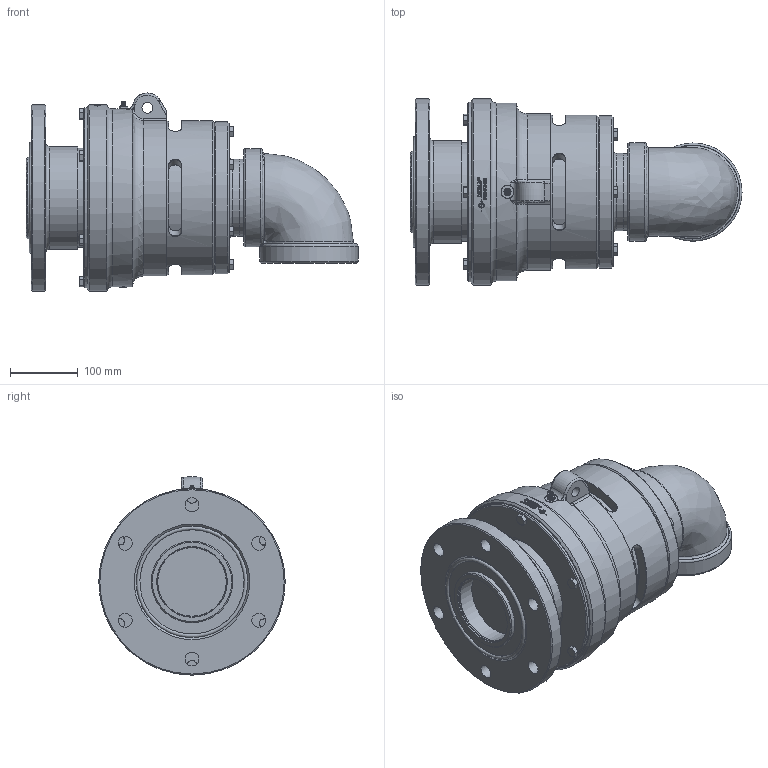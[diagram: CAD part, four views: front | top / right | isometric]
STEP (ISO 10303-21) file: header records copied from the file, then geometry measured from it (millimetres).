
FILE_DESCRIPTION(/* description */ (''),/* implementation_level */ '2;1');
FILE_NAME(/* name */ '6400-042-330-IC.stp',/* time_stamp */ '2020-05-20T15:30:54-05:00',/* author */ ('dyurkovich'),/* organization */ (''),/* preprocessor_version */ 'ST-DEVELOPER v18',/* originating_system */ 'Autodesk Inventor 2020',/* authorisation */ '');
FILE_SCHEMA (('AUTOMOTIVE_DESIGN { 1 0 10303 214 3 1 1 }'));
Products named in the file (1): 6400-042-330-IC
Bounding box: 491.88 x 276.2 x 293.63 mm (x, y, z)
Volume: 14632876.8 mm3; surface area: 613211.5 mm2
Topology: 1 solids, 10 shells, 826 faces, 2101 edges, 1342 vertices
Faces by surface type: plane 311, bspline 238, cylinder 123, cone 104, torus 49, sphere 1
Full cylindrical faces by diameter (mm): 3 x1, 9.525 x12, 9.855 x6, 10.004 x1, 11 x6, 11.1 x6, 15.9 x1, 19 x2, 20.6 x6, 101.6 x1, 103 x1, 114.3 x1, 120.62 x1, 145.5 x2, 146.6 x1, 152.4 x1, 165.1 x1, 225.4 x1, 228 x1, 263.5 x1, 266.4 x1, 267 x1, 276.2 x2
Entity records: 73313 total; most frequent: CARTESIAN_POINT 54037, ORIENTED_EDGE 4194, DIRECTION 3528, EDGE_CURVE 2097, AXIS2_PLACEMENT_3D 1398, VERTEX_POINT 1342, EDGE_LOOP 915, FACE_OUTER_BOUND 826
